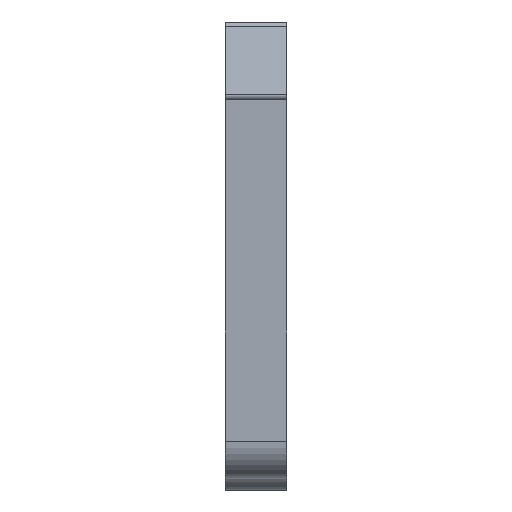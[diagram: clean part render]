
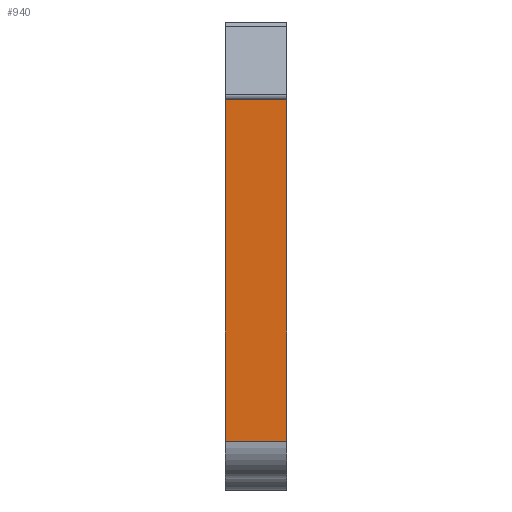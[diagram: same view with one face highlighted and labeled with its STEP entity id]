
A CAD part, left-side view. The second image highlights one B-rep face of the part: STEP entity #940.
In plain terms, the highlighted face is planar.
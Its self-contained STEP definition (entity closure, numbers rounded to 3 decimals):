
#125 = ORIENTED_EDGE ( 'NONE', *, *, #1320, .T. ) ;
#425 = DIRECTION ( 'NONE',  ( 1., 0., 0. ) ) ;
#639 = VERTEX_POINT ( 'NONE', #4227 ) ;
#643 = DIRECTION ( 'NONE',  ( 1., 0., 0. ) ) ;
#940 = ADVANCED_FACE ( 'NONE', ( #1100 ), #2351, .T. ) ;
#1014 = AXIS2_PLACEMENT_3D ( 'NONE', #5338, #1964, #4050 ) ;
#1038 = LINE ( 'NONE', #1832, #1441 ) ;
#1100 = FACE_OUTER_BOUND ( 'NONE', #3888, .T. ) ;
#1165 = VERTEX_POINT ( 'NONE', #4030 ) ;
#1320 = EDGE_CURVE ( 'NONE', #2422, #1165, #4979, .T. ) ;
#1441 = VECTOR ( 'NONE', #643, 1000. ) ;
#1509 = VECTOR ( 'NONE', #1745, 1000. ) ;
#1678 = EDGE_CURVE ( 'NONE', #4425, #1165, #4753, .T. ) ;
#1745 = DIRECTION ( 'NONE',  ( 0., 0., 1. ) ) ;
#1832 = CARTESIAN_POINT ( 'NONE',  ( -0.05, 7.323, -3.657 ) ) ;
#1964 = DIRECTION ( 'NONE',  ( 0., 1., 0. ) ) ;
#2081 = CARTESIAN_POINT ( 'NONE',  ( 0., 7.323, 23.643 ) ) ;
#2351 = PLANE ( 'NONE',  #1014 ) ;
#2422 = VERTEX_POINT ( 'NONE', #2081 ) ;
#2427 = ORIENTED_EDGE ( 'NONE', *, *, #2823, .F. ) ;
#2587 = DIRECTION ( 'NONE',  ( 0., 0., 1. ) ) ;
#2637 = ORIENTED_EDGE ( 'NONE', *, *, #1678, .F. ) ;
#2823 = EDGE_CURVE ( 'NONE', #639, #4425, #1038, .T. ) ;
#2872 = CARTESIAN_POINT ( 'NONE',  ( -0.05, 7.323, 23.643 ) ) ;
#3048 = ORIENTED_EDGE ( 'NONE', *, *, #4131, .T. ) ;
#3486 = LINE ( 'NONE', #4366, #3523 ) ;
#3523 = VECTOR ( 'NONE', #2587, 1000. ) ;
#3887 = CARTESIAN_POINT ( 'NONE',  ( 4.95, 7.323, 36.593 ) ) ;
#3888 = EDGE_LOOP ( 'NONE', ( #2637, #2427, #3048, #125 ) ) ;
#4030 = CARTESIAN_POINT ( 'NONE',  ( 4.95, 7.323, 23.643 ) ) ;
#4050 = DIRECTION ( 'NONE',  ( -1., 0., 0. ) ) ;
#4131 = EDGE_CURVE ( 'NONE', #639, #2422, #3486, .T. ) ;
#4227 = CARTESIAN_POINT ( 'NONE',  ( 0., 7.323, -3.657 ) ) ;
#4366 = CARTESIAN_POINT ( 'NONE',  ( 0., 7.323, -3.657 ) ) ;
#4425 = VERTEX_POINT ( 'NONE', #5377 ) ;
#4753 = LINE ( 'NONE', #3887, #1509 ) ;
#4979 = LINE ( 'NONE', #2872, #5195 ) ;
#5195 = VECTOR ( 'NONE', #425, 1000. ) ;
#5338 = CARTESIAN_POINT ( 'NONE',  ( -0.05, 7.323, 23.643 ) ) ;
#5377 = CARTESIAN_POINT ( 'NONE',  ( 4.95, 7.323, -3.657 ) ) ;
